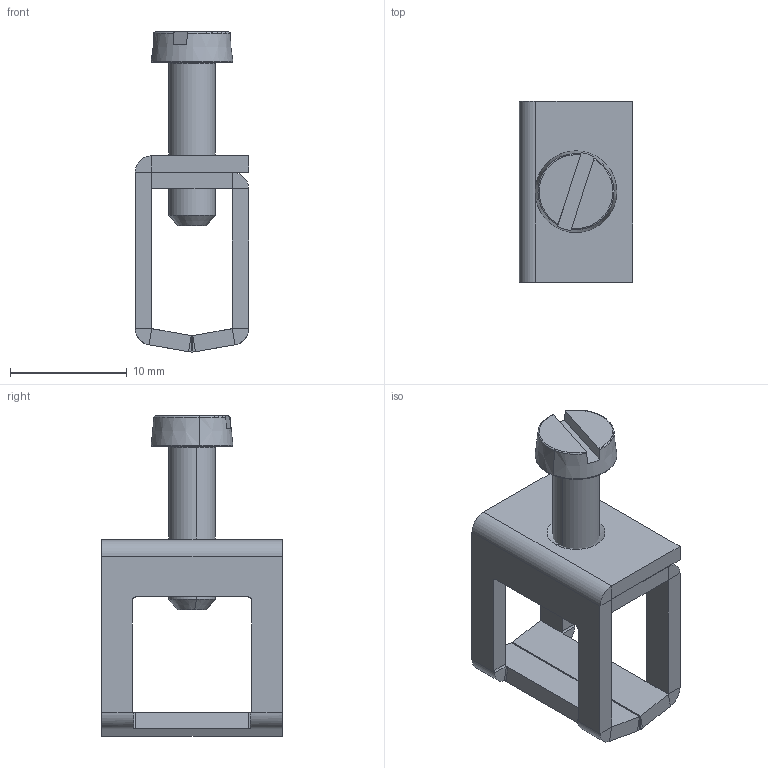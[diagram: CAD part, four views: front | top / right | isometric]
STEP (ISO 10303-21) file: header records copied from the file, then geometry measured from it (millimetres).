
FILE_DESCRIPTION(('CATIA V5R22 STEP214','CAx-IF Rec.Pracs.--- Model Styling and Organization---1.4--- 2014-01-23'),'2;1');
FILE_NAME ('001764-2_0', '2021-06-23T09:26:55+00:00', ('Weidmueller Interface'), ('Weidmueller'), 'CATIA Version 5-6 Release 2016 SP3 HF44', 'CATIA V5 STEP AP214', 'none');
FILE_SCHEMA(('AUTOMOTIVE_DESIGN { 1 0 10303 214 1 1 1 1 }'));
Length unit declared in the file: millimetre
Products named in the file (1): 0316600000
Bounding box: 9.7 x 15.5 x 27.41 mm (x, y, z)
Volume: 1047.7 mm3; surface area: 1750.1 mm2
Topology: 2 solids, 2 shells, 116 faces, 279 edges, 162 vertices
Faces by surface type: plane 60, cylinder 38, torus 8, cone 6, bspline 4
Entity records: 3397 total; most frequent: CARTESIAN_POINT 852, ORIENTED_EDGE 558, DIRECTION 429, EDGE_CURVE 279, AXIS2_PLACEMENT_3D 175, VECTOR 163, LINE 163, VERTEX_POINT 162
